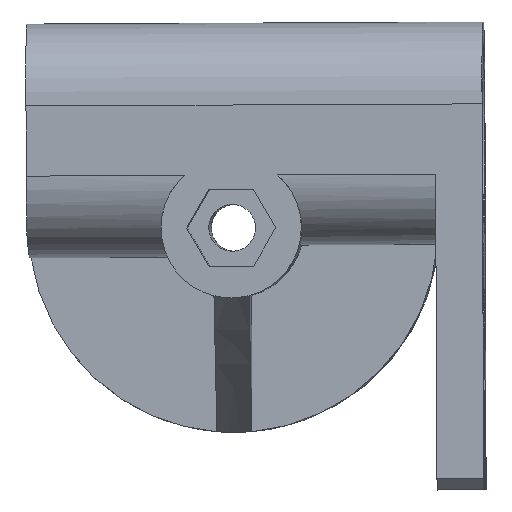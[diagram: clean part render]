
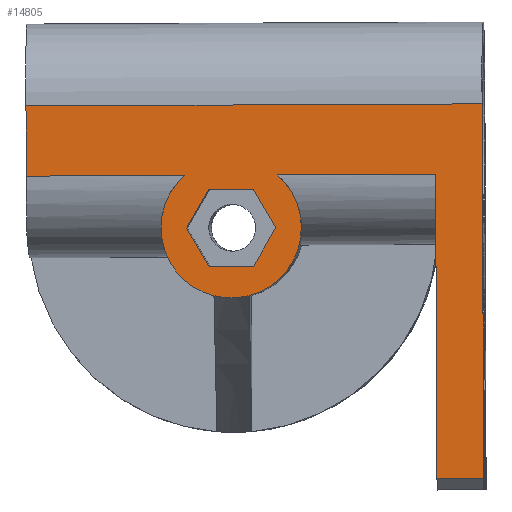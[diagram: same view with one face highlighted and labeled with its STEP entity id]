
A CAD part, front view. The second image highlights one B-rep face of the part: STEP entity #14805.
In plain terms, the highlighted face is planar.
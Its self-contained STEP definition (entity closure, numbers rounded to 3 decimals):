
#14 = DIRECTION ( 'NONE',  ( 1., 0., 0. ) ) ;
#311 = CARTESIAN_POINT ( 'NONE',  ( 46., 0., 0. ) ) ;
#416 = VERTEX_POINT ( 'NONE', #19658 ) ;
#592 = DIRECTION ( 'NONE',  ( 0., 0., -1. ) ) ;
#1279 = EDGE_CURVE ( 'NONE', #3347, #6905, #3368, .T. ) ;
#1340 = EDGE_CURVE ( 'NONE', #416, #2337, #18620, .T. ) ;
#1371 = ORIENTED_EDGE ( 'NONE', *, *, #1279, .T. ) ;
#1444 = CARTESIAN_POINT ( 'NONE',  ( 46., -11.619, -3. ) ) ;
#1676 = CARTESIAN_POINT ( 'NONE',  ( 46., 21., -43. ) ) ;
#1968 = AXIS2_PLACEMENT_3D ( 'NONE', #22198, #18451, #9553 ) ;
#2022 = FACE_OUTER_BOUND ( 'NONE', #9603, .T. ) ;
#2335 = CIRCLE ( 'NONE', #20650, 12. ) ;
#2337 = VERTEX_POINT ( 'NONE', #20553 ) ;
#2377 = LINE ( 'NONE', #13238, #20432 ) ;
#2678 = VERTEX_POINT ( 'NONE', #19078 ) ;
#2859 = LINE ( 'NONE', #16054, #11846 ) ;
#3347 = VERTEX_POINT ( 'NONE', #12713 ) ;
#3368 = CIRCLE ( 'NONE', #3391, 12. ) ;
#3391 = AXIS2_PLACEMENT_3D ( 'NONE', #12989, #21909, #9496 ) ;
#3522 = CARTESIAN_POINT ( 'NONE',  ( 46., 0., 35. ) ) ;
#3585 = AXIS2_PLACEMENT_3D ( 'NONE', #16295, #15843, #7422 ) ;
#3639 = ORIENTED_EDGE ( 'NONE', *, *, #16697, .T. ) ;
#3752 = VECTOR ( 'NONE', #10301, 1000. ) ;
#4178 = VERTEX_POINT ( 'NONE', #7486 ) ;
#4186 = DIRECTION ( 'NONE',  ( 0., 0., 1. ) ) ;
#5545 = FACE_BOUND ( 'NONE', #9108, .T. ) ;
#5563 = ORIENTED_EDGE ( 'NONE', *, *, #22856, .F. ) ;
#5718 = VERTEX_POINT ( 'NONE', #22222 ) ;
#5810 = EDGE_CURVE ( 'NONE', #5718, #2678, #15762, .T. ) ;
#5816 = DIRECTION ( 'NONE',  ( 1., 0., 0. ) ) ;
#5973 = DIRECTION ( 'NONE',  ( 0., 0., -1. ) ) ;
#6424 = CARTESIAN_POINT ( 'NONE',  ( 46., 0., 12. ) ) ;
#6905 = VERTEX_POINT ( 'NONE', #6424 ) ;
#6927 = DIRECTION ( 'NONE',  ( 0., 0., -1. ) ) ;
#7060 = DIRECTION ( 'NONE',  ( 0., 1., 0. ) ) ;
#7092 = ORIENTED_EDGE ( 'NONE', *, *, #1340, .T. ) ;
#7151 = DIRECTION ( 'NONE',  ( 0., -1., 0. ) ) ;
#7210 = ORIENTED_EDGE ( 'NONE', *, *, #12803, .T. ) ;
#7271 = LINE ( 'NONE', #3522, #14225 ) ;
#7422 = DIRECTION ( 'NONE',  ( 0., 0., -1. ) ) ;
#7463 = DIRECTION ( 'NONE',  ( 0., 0., -1. ) ) ;
#7486 = CARTESIAN_POINT ( 'NONE',  ( 46., 6.6, -3.811 ) ) ;
#7834 = EDGE_CURVE ( 'NONE', #14707, #9558, #20647, .T. ) ;
#7853 = LINE ( 'NONE', #16609, #8491 ) ;
#7886 = ORIENTED_EDGE ( 'NONE', *, *, #5810, .F. ) ;
#7934 = CARTESIAN_POINT ( 'NONE',  ( 46., 21., 35. ) ) ;
#8091 = ORIENTED_EDGE ( 'NONE', *, *, #9530, .F. ) ;
#8491 = VECTOR ( 'NONE', #5973, 1000. ) ;
#8685 = CARTESIAN_POINT ( 'NONE',  ( 46., 6.6, 3.811 ) ) ;
#8764 = EDGE_CURVE ( 'NONE', #9898, #5718, #7853, .T. ) ;
#8785 = CIRCLE ( 'NONE', #15168, 12. ) ;
#8907 = VERTEX_POINT ( 'NONE', #17074 ) ;
#9108 = EDGE_LOOP ( 'NONE', ( #11831, #8091, #12606, #10654, #5563, #7886 ) ) ;
#9165 = PLANE ( 'NONE',  #3585 ) ;
#9463 = LINE ( 'NONE', #16362, #10064 ) ;
#9496 = DIRECTION ( 'NONE',  ( 0., 0., -1. ) ) ;
#9515 = VERTEX_POINT ( 'NONE', #14762 ) ;
#9530 = EDGE_CURVE ( 'NONE', #8907, #9898, #2377, .T. ) ;
#9553 = DIRECTION ( 'NONE',  ( 0., 0., -1. ) ) ;
#9558 = VERTEX_POINT ( 'NONE', #20404 ) ;
#9559 = CARTESIAN_POINT ( 'NONE',  ( 46., -43., -35. ) ) ;
#9603 = EDGE_LOOP ( 'NONE', ( #1371, #18009, #18580, #15229, #7092, #11690, #3639, #13247, #7210, #11943, #10532 ) ) ;
#9898 = VERTEX_POINT ( 'NONE', #21670 ) ;
#10064 = VECTOR ( 'NONE', #14833, 1000. ) ;
#10087 = DIRECTION ( 'NONE',  ( 0., -1., 0. ) ) ;
#10301 = DIRECTION ( 'NONE',  ( 0., -0.866, 0.5 ) ) ;
#10532 = ORIENTED_EDGE ( 'NONE', *, *, #10932, .T. ) ;
#10654 = ORIENTED_EDGE ( 'NONE', *, *, #11661, .F. ) ;
#10932 = EDGE_CURVE ( 'NONE', #14117, #3347, #12182, .T. ) ;
#11192 = LINE ( 'NONE', #7934, #14230 ) ;
#11567 = VERTEX_POINT ( 'NONE', #21083 ) ;
#11661 = EDGE_CURVE ( 'NONE', #4178, #15162, #9463, .T. ) ;
#11690 = ORIENTED_EDGE ( 'NONE', *, *, #13512, .F. ) ;
#11831 = ORIENTED_EDGE ( 'NONE', *, *, #8764, .F. ) ;
#11846 = VECTOR ( 'NONE', #19702, 1000. ) ;
#11943 = ORIENTED_EDGE ( 'NONE', *, *, #13966, .T. ) ;
#12163 = VECTOR ( 'NONE', #10087, 1000. ) ;
#12182 = LINE ( 'NONE', #22191, #20495 ) ;
#12606 = ORIENTED_EDGE ( 'NONE', *, *, #20012, .F. ) ;
#12713 = CARTESIAN_POINT ( 'NONE',  ( 46., 9., 7.937 ) ) ;
#12803 = EDGE_CURVE ( 'NONE', #14707, #11567, #11192, .T. ) ;
#12989 = CARTESIAN_POINT ( 'NONE',  ( 46., 0., 0. ) ) ;
#13238 = CARTESIAN_POINT ( 'NONE',  ( 46., 0., 7.621 ) ) ;
#13247 = ORIENTED_EDGE ( 'NONE', *, *, #7834, .F. ) ;
#13512 = EDGE_CURVE ( 'NONE', #18926, #2337, #23097, .T. ) ;
#13966 = EDGE_CURVE ( 'NONE', #11567, #14117, #7271, .T. ) ;
#13999 = DIRECTION ( 'NONE',  ( 0., 0.866, -0.5 ) ) ;
#14044 = LINE ( 'NONE', #15810, #3752 ) ;
#14117 = VERTEX_POINT ( 'NONE', #20485 ) ;
#14118 = CARTESIAN_POINT ( 'NONE',  ( 46., -6.6, -3.811 ) ) ;
#14225 = VECTOR ( 'NONE', #7151, 1000. ) ;
#14230 = VECTOR ( 'NONE', #4186, 1000. ) ;
#14304 = CARTESIAN_POINT ( 'NONE',  ( 46., -45., -35. ) ) ;
#14565 = VERTEX_POINT ( 'NONE', #1444 ) ;
#14707 = VERTEX_POINT ( 'NONE', #1676 ) ;
#14762 = CARTESIAN_POINT ( 'NONE',  ( 46., -11.619, 3. ) ) ;
#14805 = ADVANCED_FACE ( 'NONE', ( #5545, #2022 ), #9165, .T. ) ;
#14833 = DIRECTION ( 'NONE',  ( 0., 0., 1. ) ) ;
#15113 = DIRECTION ( 'NONE',  ( 0., -0.866, -0.5 ) ) ;
#15162 = VERTEX_POINT ( 'NONE', #8685 ) ;
#15168 = AXIS2_PLACEMENT_3D ( 'NONE', #15926, #14, #6927 ) ;
#15191 = EDGE_CURVE ( 'NONE', #6905, #9515, #8785, .T. ) ;
#15229 = ORIENTED_EDGE ( 'NONE', *, *, #21837, .T. ) ;
#15762 = LINE ( 'NONE', #14118, #18804 ) ;
#15810 = CARTESIAN_POINT ( 'NONE',  ( 46., 6.6, 3.811 ) ) ;
#15843 = DIRECTION ( 'NONE',  ( 1., 0., 0. ) ) ;
#15926 = CARTESIAN_POINT ( 'NONE',  ( 46., 0., 0. ) ) ;
#16054 = CARTESIAN_POINT ( 'NONE',  ( 46., -43., -43. ) ) ;
#16295 = CARTESIAN_POINT ( 'NONE',  ( 46., 0., 0. ) ) ;
#16362 = CARTESIAN_POINT ( 'NONE',  ( 46., 6.6, -3.811 ) ) ;
#16609 = CARTESIAN_POINT ( 'NONE',  ( 46., -6.6, 3.811 ) ) ;
#16697 = EDGE_CURVE ( 'NONE', #18926, #9558, #2859, .T. ) ;
#17019 = DIRECTION ( 'NONE',  ( 0., 0., -1. ) ) ;
#17074 = CARTESIAN_POINT ( 'NONE',  ( 46., 0., 7.621 ) ) ;
#17277 = CIRCLE ( 'NONE', #1968, 12. ) ;
#17324 = CARTESIAN_POINT ( 'NONE',  ( 46., 0., -7.621 ) ) ;
#18009 = ORIENTED_EDGE ( 'NONE', *, *, #15191, .T. ) ;
#18451 = DIRECTION ( 'NONE',  ( 1., 0., 0. ) ) ;
#18455 = VECTOR ( 'NONE', #18855, 1000. ) ;
#18580 = ORIENTED_EDGE ( 'NONE', *, *, #21963, .T. ) ;
#18620 = LINE ( 'NONE', #20496, #18785 ) ;
#18785 = VECTOR ( 'NONE', #592, 1000. ) ;
#18804 = VECTOR ( 'NONE', #13999, 1000. ) ;
#18855 = DIRECTION ( 'NONE',  ( 0., 0.866, 0.5 ) ) ;
#18926 = VERTEX_POINT ( 'NONE', #9559 ) ;
#19078 = CARTESIAN_POINT ( 'NONE',  ( 46., 0., -7.621 ) ) ;
#19658 = CARTESIAN_POINT ( 'NONE',  ( 46., 9., -7.937 ) ) ;
#19702 = DIRECTION ( 'NONE',  ( 0., 0., -1. ) ) ;
#20012 = EDGE_CURVE ( 'NONE', #15162, #8907, #14044, .T. ) ;
#20266 = VECTOR ( 'NONE', #7060, 1000. ) ;
#20404 = CARTESIAN_POINT ( 'NONE',  ( 46., -43., -43. ) ) ;
#20432 = VECTOR ( 'NONE', #15113, 1000. ) ;
#20485 = CARTESIAN_POINT ( 'NONE',  ( 46., 9., 35. ) ) ;
#20495 = VECTOR ( 'NONE', #17019, 1000. ) ;
#20496 = CARTESIAN_POINT ( 'NONE',  ( 46., 9., -35. ) ) ;
#20553 = CARTESIAN_POINT ( 'NONE',  ( 46., 9., -35. ) ) ;
#20647 = LINE ( 'NONE', #22619, #12163 ) ;
#20650 = AXIS2_PLACEMENT_3D ( 'NONE', #311, #5816, #7463 ) ;
#21083 = CARTESIAN_POINT ( 'NONE',  ( 46., 21., 35. ) ) ;
#21670 = CARTESIAN_POINT ( 'NONE',  ( 46., -6.6, 3.811 ) ) ;
#21837 = EDGE_CURVE ( 'NONE', #14565, #416, #2335, .T. ) ;
#21909 = DIRECTION ( 'NONE',  ( 1., 0., 0. ) ) ;
#21963 = EDGE_CURVE ( 'NONE', #9515, #14565, #17277, .T. ) ;
#22191 = CARTESIAN_POINT ( 'NONE',  ( 46., 9., 10.909 ) ) ;
#22198 = CARTESIAN_POINT ( 'NONE',  ( 46., 0., 0. ) ) ;
#22222 = CARTESIAN_POINT ( 'NONE',  ( 46., -6.6, -3.811 ) ) ;
#22490 = LINE ( 'NONE', #17324, #18455 ) ;
#22619 = CARTESIAN_POINT ( 'NONE',  ( 46., 35., -43. ) ) ;
#22856 = EDGE_CURVE ( 'NONE', #2678, #4178, #22490, .T. ) ;
#23097 = LINE ( 'NONE', #14304, #20266 ) ;
